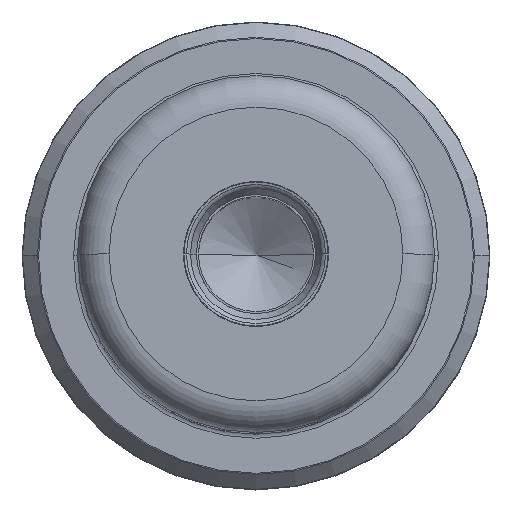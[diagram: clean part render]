
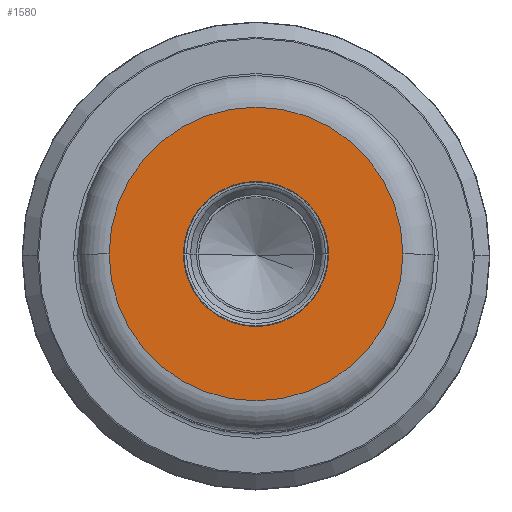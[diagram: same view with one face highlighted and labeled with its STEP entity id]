
A CAD part, top view. The second image highlights one B-rep face of the part: STEP entity #1580.
In plain terms, the highlighted planar face has unit normal (0, 0, 1).
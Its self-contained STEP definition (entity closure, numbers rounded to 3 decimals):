
#247 = CARTESIAN_POINT ( 'NONE',  ( 5.605, 7.32, 182. ) ) ;
#325 = CARTESIAN_POINT ( 'NONE',  ( -2.377, -8.908, 182. ) ) ;
#331 = AXIS2_PLACEMENT_3D ( 'NONE', #4330, #3350, #4004 ) ;
#348 = CARTESIAN_POINT ( 'NONE',  ( 2.377, -8.908, 182. ) ) ;
#367 = ORIENTED_EDGE ( 'NONE', *, *, #3814, .T. ) ;
#371 = CARTESIAN_POINT ( 'NONE',  ( 7.32, -5.605, 182. ) ) ;
#472 = B_SPLINE_CURVE_WITH_KNOTS ( 'NONE', 3,
 ( #3667, #2012, #966, #1302, #2730, #1375, #2677, #3356, #941, #2749, #2654, #2368, #247, #1277, #4033, #1327, #2323, #2347 ),
 .UNSPECIFIED., .F., .F.,
 ( 4, 2, 2, 2, 2, 2, 2, 2, 4 ),
 ( 0., 0.063, 0.125, 0.188, 0.25, 0.313, 0.375, 0.438, 0.5 ),
 .UNSPECIFIED. ) ;
#484 = FACE_BOUND ( 'NONE', #3173, .T. ) ;
#527 = DIRECTION ( 'NONE',  ( 1., 0., 0. ) ) ;
#923 = CARTESIAN_POINT ( 'NONE',  ( -18.514, 0., 182. ) ) ;
#941 = CARTESIAN_POINT ( 'NONE',  ( -1.212, 9.14, 182. ) ) ;
#966 = CARTESIAN_POINT ( 'NONE',  ( -8.908, 2.377, 182. ) ) ;
#978 = FACE_OUTER_BOUND ( 'NONE', #2828, .T. ) ;
#981 = CARTESIAN_POINT ( 'NONE',  ( 4.618, -7.98, 182. ) ) ;
#1031 = ORIENTED_EDGE ( 'NONE', *, *, #3452, .T. ) ;
#1063 = VERTEX_POINT ( 'NONE', #3102 ) ;
#1067 = CARTESIAN_POINT ( 'NONE',  ( -9.14, -1.212, 182. ) ) ;
#1189 = EDGE_CURVE ( 'NONE', #1436, #2737, #3870, .T. ) ;
#1201 = CARTESIAN_POINT ( 'NONE',  ( -9.139, 0., 182. ) ) ;
#1277 = CARTESIAN_POINT ( 'NONE',  ( 7.32, 5.605, 182. ) ) ;
#1283 = EDGE_CURVE ( 'NONE', #2145, #1063, #1556, .T. ) ;
#1302 = CARTESIAN_POINT ( 'NONE',  ( -7.98, 4.618, 182. ) ) ;
#1319 = CARTESIAN_POINT ( 'NONE',  ( 9.139, 0., 182. ) ) ;
#1327 = CARTESIAN_POINT ( 'NONE',  ( 8.908, 2.377, 182. ) ) ;
#1366 = CARTESIAN_POINT ( 'NONE',  ( -5.605, -7.32, 182. ) ) ;
#1375 = CARTESIAN_POINT ( 'NONE',  ( -5.605, 7.32, 182. ) ) ;
#1436 = VERTEX_POINT ( 'NONE', #3774 ) ;
#1556 = CIRCLE ( 'NONE', #331, 18.514 ) ;
#1580 = ADVANCED_FACE ( 'NONE', ( #484, #978 ), #1952, .T. ) ;
#1693 = CARTESIAN_POINT ( 'NONE',  ( 5.605, -7.32, 182. ) ) ;
#1734 = CARTESIAN_POINT ( 'NONE',  ( -9.139, 0., 182. ) ) ;
#1756 = CARTESIAN_POINT ( 'NONE',  ( -8.908, -2.378, 182. ) ) ;
#1847 = CARTESIAN_POINT ( 'NONE',  ( 0., 0., 182. ) ) ;
#1902 = AXIS2_PLACEMENT_3D ( 'NONE', #1847, #2561, #2501 ) ;
#1952 = PLANE ( 'NONE',  #2426 ) ;
#1977 = DIRECTION ( 'NONE',  ( 0., 0., 1. ) ) ;
#2012 = CARTESIAN_POINT ( 'NONE',  ( -9.14, 1.212, 182. ) ) ;
#2013 = ORIENTED_EDGE ( 'NONE', *, *, #1283, .T. ) ;
#2145 = VERTEX_POINT ( 'NONE', #923 ) ;
#2286 = CARTESIAN_POINT ( 'NONE',  ( 0., 0., 182. ) ) ;
#2323 = CARTESIAN_POINT ( 'NONE',  ( 9.14, 1.212, 182. ) ) ;
#2347 = CARTESIAN_POINT ( 'NONE',  ( 9.139, 0., 182. ) ) ;
#2361 = CARTESIAN_POINT ( 'NONE',  ( -4.618, -7.98, 182. ) ) ;
#2368 = CARTESIAN_POINT ( 'NONE',  ( 4.618, 7.98, 182. ) ) ;
#2426 = AXIS2_PLACEMENT_3D ( 'NONE', #2286, #1977, #527 ) ;
#2501 = DIRECTION ( 'NONE',  ( 1., 0., 0. ) ) ;
#2561 = DIRECTION ( 'NONE',  ( 0., 0., 1. ) ) ;
#2654 = CARTESIAN_POINT ( 'NONE',  ( 2.377, 8.908, 182. ) ) ;
#2677 = CARTESIAN_POINT ( 'NONE',  ( -4.618, 7.98, 182. ) ) ;
#2696 = CARTESIAN_POINT ( 'NONE',  ( 9.139, -1.212, 182. ) ) ;
#2722 = CARTESIAN_POINT ( 'NONE',  ( -1.212, -9.139, 182. ) ) ;
#2730 = CARTESIAN_POINT ( 'NONE',  ( -7.32, 5.605, 182. ) ) ;
#2737 = VERTEX_POINT ( 'NONE', #1201 ) ;
#2749 = CARTESIAN_POINT ( 'NONE',  ( 1.212, 9.139, 182. ) ) ;
#2828 = EDGE_LOOP ( 'NONE', ( #367, #2013 ) ) ;
#2909 = CIRCLE ( 'NONE', #1902, 18.514 ) ;
#3102 = CARTESIAN_POINT ( 'NONE',  ( 18.514, 0., 182. ) ) ;
#3173 = EDGE_LOOP ( 'NONE', ( #1031, #3700 ) ) ;
#3350 = DIRECTION ( 'NONE',  ( 0., 0., 1. ) ) ;
#3356 = CARTESIAN_POINT ( 'NONE',  ( -2.377, 8.908, 182. ) ) ;
#3418 = CARTESIAN_POINT ( 'NONE',  ( 7.98, -4.618, 182. ) ) ;
#3452 = EDGE_CURVE ( 'NONE', #2737, #1436, #472, .T. ) ;
#3667 = CARTESIAN_POINT ( 'NONE',  ( -9.139, 0., 182. ) ) ;
#3700 = ORIENTED_EDGE ( 'NONE', *, *, #1189, .T. ) ;
#3772 = CARTESIAN_POINT ( 'NONE',  ( 1.212, -9.14, 182. ) ) ;
#3774 = CARTESIAN_POINT ( 'NONE',  ( 9.139, 0., 182. ) ) ;
#3814 = EDGE_CURVE ( 'NONE', #1063, #2145, #2909, .T. ) ;
#3870 = B_SPLINE_CURVE_WITH_KNOTS ( 'NONE', 3,
 ( #1319, #2696, #4070, #3418, #371, #1693, #981, #348, #3772, #2722, #325, #2361, #1366, #4092, #4152, #1756, #1067, #1734 ),
 .UNSPECIFIED., .F., .F.,
 ( 4, 2, 2, 2, 2, 2, 2, 2, 4 ),
 ( 0.5, 0.563, 0.625, 0.688, 0.75, 0.813, 0.875, 0.938, 1. ),
 .UNSPECIFIED. ) ;
#4004 = DIRECTION ( 'NONE',  ( 1., 0., 0. ) ) ;
#4033 = CARTESIAN_POINT ( 'NONE',  ( 7.98, 4.618, 182. ) ) ;
#4070 = CARTESIAN_POINT ( 'NONE',  ( 8.908, -2.377, 182. ) ) ;
#4092 = CARTESIAN_POINT ( 'NONE',  ( -7.32, -5.605, 182. ) ) ;
#4152 = CARTESIAN_POINT ( 'NONE',  ( -7.98, -4.618, 182. ) ) ;
#4330 = CARTESIAN_POINT ( 'NONE',  ( 0., 0., 182. ) ) ;
